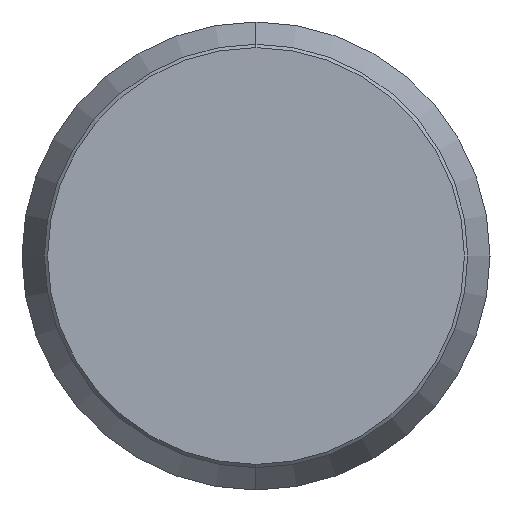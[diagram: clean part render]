
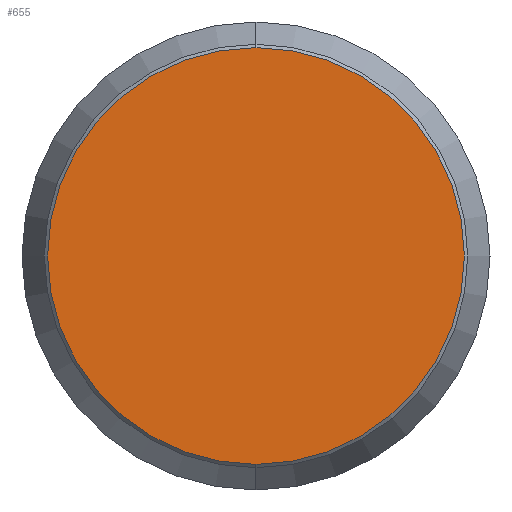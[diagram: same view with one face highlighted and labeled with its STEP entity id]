
A CAD part, left-side view. The second image highlights one B-rep face of the part: STEP entity #655.
In plain terms, the highlighted planar face has unit normal (-1, 0, 0).
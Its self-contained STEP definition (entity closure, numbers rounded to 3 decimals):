
#52 = CARTESIAN_POINT ( 'NONE',  ( 0., 0., -18.7 ) ) ;
#84 = EDGE_CURVE ( 'NONE', #154, #516, #92, .T. ) ;
#91 = AXIS2_PLACEMENT_3D ( 'NONE', #563, #304, #451 ) ;
#92 = CIRCLE ( 'NONE', #91, 18.7 ) ;
#100 = CIRCLE ( 'NONE', #472, 18.7 ) ;
#103 = DIRECTION ( 'NONE',  ( 0., 0., 1. ) ) ;
#134 = DIRECTION ( 'NONE',  ( 1., 0., 0. ) ) ;
#154 = VERTEX_POINT ( 'NONE', #52 ) ;
#181 = PLANE ( 'NONE',  #222 ) ;
#193 = DIRECTION ( 'NONE',  ( -1., 0., 0. ) ) ;
#222 = AXIS2_PLACEMENT_3D ( 'NONE', #510, #134, #234 ) ;
#234 = DIRECTION ( 'NONE',  ( 0., 0., -1. ) ) ;
#281 = FACE_OUTER_BOUND ( 'NONE', #590, .T. ) ;
#304 = DIRECTION ( 'NONE',  ( -1., 0., 0. ) ) ;
#336 = ORIENTED_EDGE ( 'NONE', *, *, #84, .T. ) ;
#397 = EDGE_CURVE ( 'NONE', #516, #154, #100, .T. ) ;
#429 = CARTESIAN_POINT ( 'NONE',  ( 0., 0., 18.7 ) ) ;
#448 = ORIENTED_EDGE ( 'NONE', *, *, #397, .T. ) ;
#451 = DIRECTION ( 'NONE',  ( 0., 0., 1. ) ) ;
#472 = AXIS2_PLACEMENT_3D ( 'NONE', #588, #193, #103 ) ;
#510 = CARTESIAN_POINT ( 'NONE',  ( 0., 0., 0. ) ) ;
#516 = VERTEX_POINT ( 'NONE', #429 ) ;
#563 = CARTESIAN_POINT ( 'NONE',  ( 0., 0., 0. ) ) ;
#588 = CARTESIAN_POINT ( 'NONE',  ( 0., 0., 0. ) ) ;
#590 = EDGE_LOOP ( 'NONE', ( #336, #448 ) ) ;
#655 = ADVANCED_FACE ( 'NONE', ( #281 ), #181, .F. ) ;
